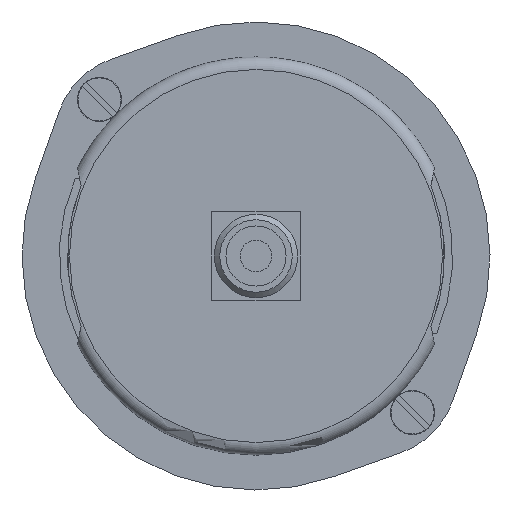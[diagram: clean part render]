
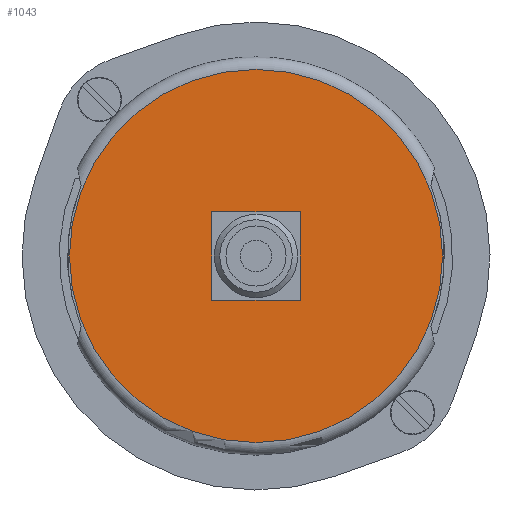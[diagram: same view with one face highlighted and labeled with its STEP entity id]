
A CAD part, left-side view. The second image highlights one B-rep face of the part: STEP entity #1043.
In plain terms, the highlighted planar face has unit normal (-1, 0, 0).
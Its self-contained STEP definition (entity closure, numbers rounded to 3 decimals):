
#97=CIRCLE('',#1168,29.5);
#195=ORIENTED_EDGE('',*,*,#447,.F.);
#196=ORIENTED_EDGE('',*,*,#426,.T.);
#197=ORIENTED_EDGE('',*,*,#431,.T.);
#198=ORIENTED_EDGE('',*,*,#429,.T.);
#199=ORIENTED_EDGE('',*,*,#427,.T.);
#426=EDGE_CURVE('',#560,#561,#653,.T.);
#427=EDGE_CURVE('',#562,#560,#654,.T.);
#429=EDGE_CURVE('',#563,#562,#656,.T.);
#431=EDGE_CURVE('',#561,#563,#658,.T.);
#447=EDGE_CURVE('',#579,#579,#97,.T.);
#560=VERTEX_POINT('',#1639);
#561=VERTEX_POINT('',#1641);
#562=VERTEX_POINT('',#1645);
#563=VERTEX_POINT('',#1649);
#579=VERTEX_POINT('',#1689);
#653=LINE('',#1642,#721);
#654=LINE('',#1644,#722);
#656=LINE('',#1648,#724);
#658=LINE('',#1652,#726);
#721=VECTOR('',#1312,1000.);
#722=VECTOR('',#1315,1000.);
#724=VECTOR('',#1319,1000.);
#726=VECTOR('',#1323,1000.);
#813=EDGE_LOOP('',(#195));
#814=EDGE_LOOP('',(#196,#197,#198,#199));
#915=FACE_BOUND('',#813,.T.);
#916=FACE_BOUND('',#814,.T.);
#997=PLANE('',#1167);
#1043=ADVANCED_FACE('',(#915,#916),#997,.F.);
#1167=AXIS2_PLACEMENT_3D('',#1687,#1356,#1357);
#1168=AXIS2_PLACEMENT_3D('',#1688,#1358,#1359);
#1312=DIRECTION('',(0.,0.,1.));
#1315=DIRECTION('',(0.,1.,0.));
#1319=DIRECTION('',(0.,0.,-1.));
#1323=DIRECTION('',(0.,-1.,0.));
#1356=DIRECTION('',(1.,0.,0.));
#1357=DIRECTION('',(0.,0.,-1.));
#1358=DIRECTION('',(1.,0.,0.));
#1359=DIRECTION('',(0.,0.,-1.));
#1639=CARTESIAN_POINT('',(-29.5,7.,-7.));
#1641=CARTESIAN_POINT('',(-29.5,7.,7.));
#1642=CARTESIAN_POINT('',(-29.5,7.,-7.));
#1644=CARTESIAN_POINT('',(-29.5,-7.,-7.));
#1645=CARTESIAN_POINT('',(-29.5,-7.,-7.));
#1648=CARTESIAN_POINT('',(-29.5,-7.,7.));
#1649=CARTESIAN_POINT('',(-29.5,-7.,7.));
#1652=CARTESIAN_POINT('',(-29.5,7.,7.));
#1687=CARTESIAN_POINT('',(-29.5,14.,0.));
#1688=CARTESIAN_POINT('',(-29.5,0.,0.));
#1689=CARTESIAN_POINT('',(-29.5,0.,-29.5));
